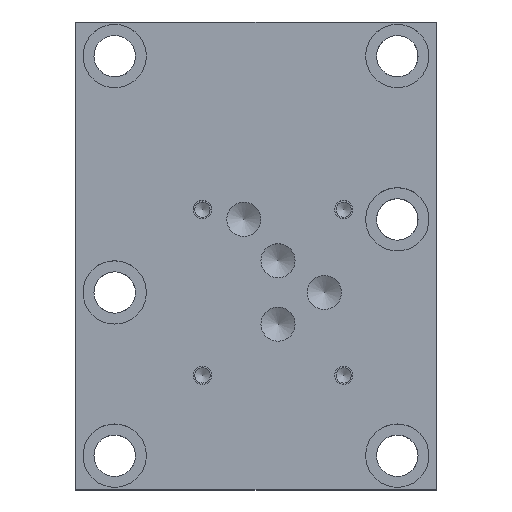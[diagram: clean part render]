
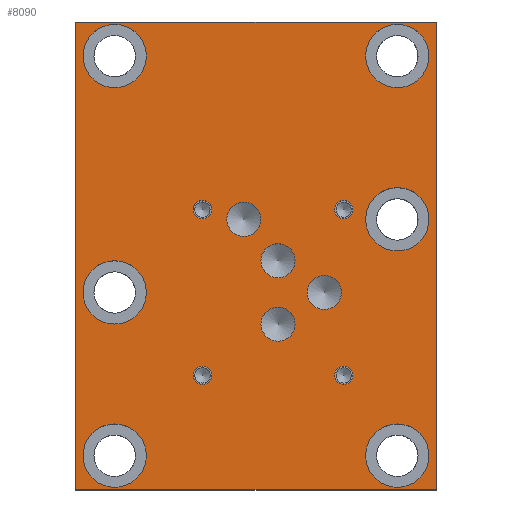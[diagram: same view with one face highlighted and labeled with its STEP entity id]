
A CAD part, top view. The second image highlights one B-rep face of the part: STEP entity #8090.
In plain terms, the highlighted planar face has unit normal (0, 0, 1).
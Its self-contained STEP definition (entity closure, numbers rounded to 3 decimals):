
#84=CIRCLE('',#8443,10.312);
#87=CIRCLE('',#8449,10.312);
#90=CIRCLE('',#8455,10.312);
#93=CIRCLE('',#8461,10.312);
#96=CIRCLE('',#8467,10.312);
#99=CIRCLE('',#8473,10.312);
#101=CIRCLE('',#8478,5.556);
#103=CIRCLE('',#8482,5.556);
#105=CIRCLE('',#8486,5.563);
#107=CIRCLE('',#8490,5.563);
#111=CIRCLE('',#8497,2.997);
#115=CIRCLE('',#8505,2.997);
#119=CIRCLE('',#8513,2.997);
#123=CIRCLE('',#8521,2.997);
#515=FACE_BOUND('',#1438,.T.);
#516=FACE_BOUND('',#1439,.T.);
#517=FACE_BOUND('',#1440,.T.);
#518=FACE_BOUND('',#1441,.T.);
#519=FACE_BOUND('',#1442,.T.);
#520=FACE_BOUND('',#1443,.T.);
#521=FACE_BOUND('',#1444,.T.);
#522=FACE_BOUND('',#1445,.T.);
#523=FACE_BOUND('',#1446,.T.);
#524=FACE_BOUND('',#1447,.T.);
#525=FACE_BOUND('',#1448,.T.);
#526=FACE_BOUND('',#1449,.T.);
#527=FACE_BOUND('',#1450,.T.);
#528=FACE_BOUND('',#1451,.T.);
#952=FACE_OUTER_BOUND('',#1437,.T.);
#1437=EDGE_LOOP('',(#7053,#7054,#7055,#7056));
#1438=EDGE_LOOP('',(#7057));
#1439=EDGE_LOOP('',(#7058));
#1440=EDGE_LOOP('',(#7059));
#1441=EDGE_LOOP('',(#7060));
#1442=EDGE_LOOP('',(#7061));
#1443=EDGE_LOOP('',(#7062));
#1444=EDGE_LOOP('',(#7063));
#1445=EDGE_LOOP('',(#7064));
#1446=EDGE_LOOP('',(#7065));
#1447=EDGE_LOOP('',(#7066));
#1448=EDGE_LOOP('',(#7067));
#1449=EDGE_LOOP('',(#7068));
#1450=EDGE_LOOP('',(#7069));
#1451=EDGE_LOOP('',(#7070));
#1831=LINE('',#11084,#2638);
#2254=LINE('',#13763,#3061);
#2256=LINE('',#13767,#3063);
#2258=LINE('',#13770,#3065);
#2638=VECTOR('',#9175,10.);
#3061=VECTOR('',#10164,10.);
#3063=VECTOR('',#10168,10.);
#3065=VECTOR('',#10172,10.);
#3330=VERTEX_POINT('',#11081);
#3331=VERTEX_POINT('',#11083);
#3748=VERTEX_POINT('',#13601);
#3751=VERTEX_POINT('',#13612);
#3754=VERTEX_POINT('',#13623);
#3757=VERTEX_POINT('',#13634);
#3760=VERTEX_POINT('',#13645);
#3763=VERTEX_POINT('',#13656);
#3766=VERTEX_POINT('',#13667);
#3769=VERTEX_POINT('',#13676);
#3772=VERTEX_POINT('',#13685);
#3775=VERTEX_POINT('',#13694);
#3780=VERTEX_POINT('',#13708);
#3785=VERTEX_POINT('',#13724);
#3790=VERTEX_POINT('',#13740);
#3795=VERTEX_POINT('',#13756);
#3796=VERTEX_POINT('',#13762);
#3797=VERTEX_POINT('',#13766);
#4193=EDGE_CURVE('',#3331,#3330,#1831,.T.);
#4812=EDGE_CURVE('',#3748,#3748,#84,.T.);
#4817=EDGE_CURVE('',#3751,#3751,#87,.T.);
#4822=EDGE_CURVE('',#3754,#3754,#90,.T.);
#4827=EDGE_CURVE('',#3757,#3757,#93,.T.);
#4832=EDGE_CURVE('',#3760,#3760,#96,.T.);
#4837=EDGE_CURVE('',#3763,#3763,#99,.T.);
#4842=EDGE_CURVE('',#3766,#3766,#101,.T.);
#4846=EDGE_CURVE('',#3769,#3769,#103,.T.);
#4850=EDGE_CURVE('',#3772,#3772,#105,.T.);
#4854=EDGE_CURVE('',#3775,#3775,#107,.T.);
#4860=EDGE_CURVE('',#3780,#3780,#111,.T.);
#4867=EDGE_CURVE('',#3785,#3785,#115,.T.);
#4874=EDGE_CURVE('',#3790,#3790,#119,.T.);
#4881=EDGE_CURVE('',#3795,#3795,#123,.T.);
#4884=EDGE_CURVE('',#3796,#3331,#2254,.T.);
#4886=EDGE_CURVE('',#3797,#3796,#2256,.T.);
#4888=EDGE_CURVE('',#3330,#3797,#2258,.T.);
#7053=ORIENTED_EDGE('',*,*,#4193,.T.);
#7054=ORIENTED_EDGE('',*,*,#4888,.T.);
#7055=ORIENTED_EDGE('',*,*,#4886,.T.);
#7056=ORIENTED_EDGE('',*,*,#4884,.T.);
#7057=ORIENTED_EDGE('',*,*,#4812,.T.);
#7058=ORIENTED_EDGE('',*,*,#4817,.T.);
#7059=ORIENTED_EDGE('',*,*,#4822,.T.);
#7060=ORIENTED_EDGE('',*,*,#4827,.T.);
#7061=ORIENTED_EDGE('',*,*,#4832,.T.);
#7062=ORIENTED_EDGE('',*,*,#4837,.T.);
#7063=ORIENTED_EDGE('',*,*,#4842,.T.);
#7064=ORIENTED_EDGE('',*,*,#4846,.T.);
#7065=ORIENTED_EDGE('',*,*,#4850,.T.);
#7066=ORIENTED_EDGE('',*,*,#4854,.T.);
#7067=ORIENTED_EDGE('',*,*,#4860,.T.);
#7068=ORIENTED_EDGE('',*,*,#4867,.T.);
#7069=ORIENTED_EDGE('',*,*,#4874,.T.);
#7070=ORIENTED_EDGE('',*,*,#4881,.T.);
#7338=PLANE('',#8527);
#8090=ADVANCED_FACE('',(#952,#515,#516,#517,#518,#519,#520,#521,#522,#523,
#524,#525,#526,#527,#528),#7338,.T.);
#8443=AXIS2_PLACEMENT_3D('',#13602,#9970,#9971);
#8449=AXIS2_PLACEMENT_3D('',#13613,#9984,#9985);
#8455=AXIS2_PLACEMENT_3D('',#13624,#9998,#9999);
#8461=AXIS2_PLACEMENT_3D('',#13635,#10012,#10013);
#8467=AXIS2_PLACEMENT_3D('',#13646,#10026,#10027);
#8473=AXIS2_PLACEMENT_3D('',#13657,#10040,#10041);
#8478=AXIS2_PLACEMENT_3D('',#13668,#10053,#10054);
#8482=AXIS2_PLACEMENT_3D('',#13677,#10063,#10064);
#8486=AXIS2_PLACEMENT_3D('',#13686,#10073,#10074);
#8490=AXIS2_PLACEMENT_3D('',#13695,#10083,#10084);
#8497=AXIS2_PLACEMENT_3D('',#13709,#10099,#10100);
#8505=AXIS2_PLACEMENT_3D('',#13725,#10118,#10119);
#8513=AXIS2_PLACEMENT_3D('',#13741,#10137,#10138);
#8521=AXIS2_PLACEMENT_3D('',#13757,#10156,#10157);
#8527=AXIS2_PLACEMENT_3D('',#13772,#10175,#10176);
#9175=DIRECTION('',(1.,0.,0.));
#9970=DIRECTION('center_axis',(0.,0.,-1.));
#9971=DIRECTION('ref_axis',(1.,0.,0.));
#9984=DIRECTION('center_axis',(0.,0.,-1.));
#9985=DIRECTION('ref_axis',(1.,0.,0.));
#9998=DIRECTION('center_axis',(0.,0.,-1.));
#9999=DIRECTION('ref_axis',(1.,0.,0.));
#10012=DIRECTION('center_axis',(0.,0.,-1.));
#10013=DIRECTION('ref_axis',(1.,0.,0.));
#10026=DIRECTION('center_axis',(0.,0.,-1.));
#10027=DIRECTION('ref_axis',(1.,0.,0.));
#10040=DIRECTION('center_axis',(0.,0.,-1.));
#10041=DIRECTION('ref_axis',(1.,0.,0.));
#10053=DIRECTION('center_axis',(0.,0.,-1.));
#10054=DIRECTION('ref_axis',(1.,0.,0.));
#10063=DIRECTION('center_axis',(0.,0.,-1.));
#10064=DIRECTION('ref_axis',(1.,0.,0.));
#10073=DIRECTION('center_axis',(0.,0.,-1.));
#10074=DIRECTION('ref_axis',(1.,0.,0.));
#10083=DIRECTION('center_axis',(0.,0.,-1.));
#10084=DIRECTION('ref_axis',(1.,0.,0.));
#10099=DIRECTION('center_axis',(0.,0.,-1.));
#10100=DIRECTION('ref_axis',(1.,0.,0.));
#10118=DIRECTION('center_axis',(0.,0.,-1.));
#10119=DIRECTION('ref_axis',(1.,0.,0.));
#10137=DIRECTION('center_axis',(0.,0.,-1.));
#10138=DIRECTION('ref_axis',(1.,0.,0.));
#10156=DIRECTION('center_axis',(0.,0.,-1.));
#10157=DIRECTION('ref_axis',(1.,0.,0.));
#10164=DIRECTION('',(0.,-1.,0.));
#10168=DIRECTION('',(-1.,0.,0.));
#10172=DIRECTION('',(0.,1.,0.));
#10175=DIRECTION('center_axis',(0.,0.,1.));
#10176=DIRECTION('ref_axis',(1.,0.,0.));
#11081=CARTESIAN_POINT('',(117.475,0.,38.1));
#11083=CARTESIAN_POINT('',(0.,0.,38.1));
#11084=CARTESIAN_POINT('',(0.,0.,38.1));
#13601=CARTESIAN_POINT('',(2.388,141.313,38.1));
#13602=CARTESIAN_POINT('Origin',(12.7,141.313,38.1));
#13612=CARTESIAN_POINT('',(2.388,64.306,38.1));
#13613=CARTESIAN_POINT('Origin',(12.7,64.306,38.1));
#13623=CARTESIAN_POINT('',(2.388,11.125,38.1));
#13624=CARTESIAN_POINT('Origin',(12.7,11.125,38.1));
#13634=CARTESIAN_POINT('',(94.463,11.125,38.1));
#13635=CARTESIAN_POINT('Origin',(104.775,11.125,38.1));
#13645=CARTESIAN_POINT('',(94.463,88.119,38.1));
#13646=CARTESIAN_POINT('Origin',(104.775,88.119,38.1));
#13656=CARTESIAN_POINT('',(94.463,141.313,38.1));
#13657=CARTESIAN_POINT('Origin',(104.775,141.313,38.1));
#13667=CARTESIAN_POINT('',(60.344,74.605,38.1));
#13668=CARTESIAN_POINT('Origin',(65.9,74.605,38.1));
#13676=CARTESIAN_POINT('',(60.349,53.97,38.1));
#13677=CARTESIAN_POINT('Origin',(65.905,53.97,38.1));
#13685=CARTESIAN_POINT('',(75.438,64.287,38.1));
#13686=CARTESIAN_POINT('Origin',(81.001,64.287,38.1));
#13694=CARTESIAN_POINT('',(49.225,88.113,38.1));
#13695=CARTESIAN_POINT('Origin',(54.788,88.113,38.1));
#13708=CARTESIAN_POINT('',(84.328,37.3,38.1));
#13709=CARTESIAN_POINT('Origin',(87.325,37.3,38.1));
#13724=CARTESIAN_POINT('',(38.278,91.288,38.1));
#13725=CARTESIAN_POINT('Origin',(41.275,91.288,38.1));
#13740=CARTESIAN_POINT('',(84.328,91.275,38.1));
#13741=CARTESIAN_POINT('Origin',(87.325,91.275,38.1));
#13756=CARTESIAN_POINT('',(38.291,37.3,38.1));
#13757=CARTESIAN_POINT('Origin',(41.288,37.3,38.1));
#13762=CARTESIAN_POINT('',(0.,152.4,38.1));
#13763=CARTESIAN_POINT('',(0.,152.4,38.1));
#13766=CARTESIAN_POINT('',(117.475,152.4,38.1));
#13767=CARTESIAN_POINT('',(117.475,152.4,38.1));
#13770=CARTESIAN_POINT('',(117.475,0.,38.1));
#13772=CARTESIAN_POINT('Origin',(58.738,76.2,38.1));
